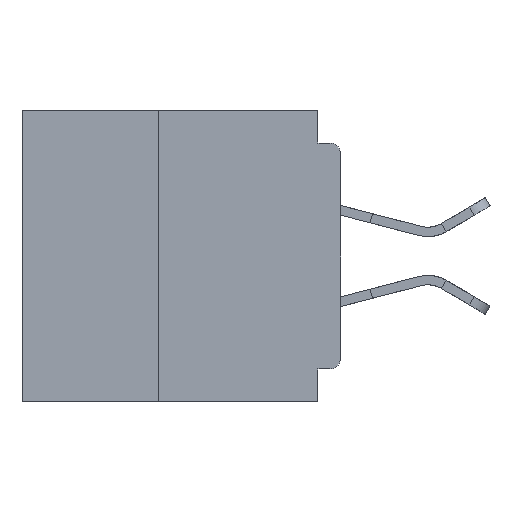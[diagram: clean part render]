
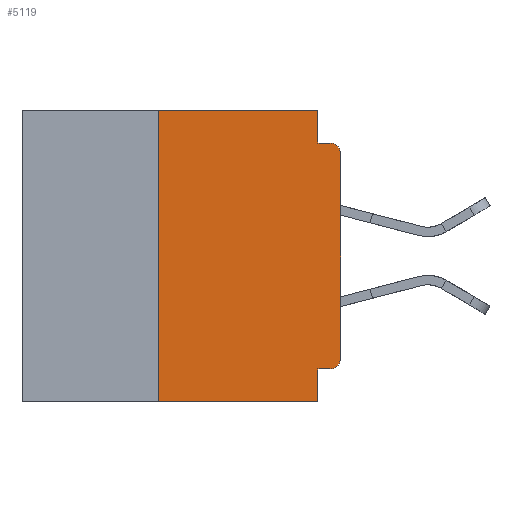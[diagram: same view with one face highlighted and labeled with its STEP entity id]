
A CAD part, left-side view. The second image highlights one B-rep face of the part: STEP entity #5119.
In plain terms, the highlighted planar face has unit normal (-1, 0, 0).
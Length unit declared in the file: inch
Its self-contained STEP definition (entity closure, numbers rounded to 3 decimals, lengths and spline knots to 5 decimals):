
#1234 = LINE ( 'NONE', #27667, #33754 ) ;
#2027 = VERTEX_POINT ( 'NONE', #17423 ) ;
#2131 = CARTESIAN_POINT ( 'NONE',  ( 0., 0.031, -0.355 ) ) ;
#2633 = ORIENTED_EDGE ( 'NONE', *, *, #15331, .F. ) ;
#2872 = DIRECTION ( 'NONE',  ( 0., 0., -1. ) ) ;
#3772 = EDGE_LOOP ( 'NONE', ( #36250, #10860, #37351, #2633, #7140, #7343, #17346, #29643, #34593, #10216 ) ) ;
#3802 = CARTESIAN_POINT ( 'NONE',  ( 0., 0., -0.34 ) ) ;
#3982 = VERTEX_POINT ( 'NONE', #33317 ) ;
#4157 = CARTESIAN_POINT ( 'NONE',  ( 0., 0.015, -0.045 ) ) ;
#4494 = CARTESIAN_POINT ( 'NONE',  ( 0., 0.25, -0.4 ) ) ;
#4622 = EDGE_CURVE ( 'NONE', #39176, #31238, #19020, .T. ) ;
#4839 = VECTOR ( 'NONE', #6842, 39.37008 ) ;
#4868 = LINE ( 'NONE', #24677, #38390 ) ;
#4884 = EDGE_CURVE ( 'NONE', #2027, #16012, #1234, .T. ) ;
#5119 = ADVANCED_FACE ( 'NONE', ( #36562 ), #16759, .F. ) ;
#6570 = DIRECTION ( 'NONE',  ( 0., -1., 0. ) ) ;
#6842 = DIRECTION ( 'NONE',  ( 0., -1., 0. ) ) ;
#7140 = ORIENTED_EDGE ( 'NONE', *, *, #41330, .F. ) ;
#7206 = CARTESIAN_POINT ( 'NONE',  ( 0., 0.015, -0.34 ) ) ;
#7343 = ORIENTED_EDGE ( 'NONE', *, *, #37284, .F. ) ;
#7464 = VECTOR ( 'NONE', #24579, 39.37008 ) ;
#7995 = EDGE_CURVE ( 'NONE', #36800, #3982, #18505, .T. ) ;
#8239 = CARTESIAN_POINT ( 'NONE',  ( 0., 0.25, -0.4 ) ) ;
#9723 = LINE ( 'NONE', #4494, #33593 ) ;
#9990 = CIRCLE ( 'NONE', #18703, 0.015 ) ;
#10216 = ORIENTED_EDGE ( 'NONE', *, *, #39689, .T. ) ;
#10441 = DIRECTION ( 'NONE',  ( 0., 0., -1. ) ) ;
#10860 = ORIENTED_EDGE ( 'NONE', *, *, #15504, .T. ) ;
#12234 = EDGE_CURVE ( 'NONE', #40528, #13737, #31648, .T. ) ;
#12475 = LINE ( 'NONE', #26281, #4839 ) ;
#13737 = VERTEX_POINT ( 'NONE', #4157 ) ;
#14301 = DIRECTION ( 'NONE',  ( 0., 0., 1. ) ) ;
#15302 = DIRECTION ( 'NONE',  ( 0., 0., -1. ) ) ;
#15331 = EDGE_CURVE ( 'NONE', #19575, #40528, #24703, .T. ) ;
#15367 = CARTESIAN_POINT ( 'NONE',  ( 0., 0.031, 0. ) ) ;
#15403 = CARTESIAN_POINT ( 'NONE',  ( 0., 0.031, -0.045 ) ) ;
#15494 = DIRECTION ( 'NONE',  ( 1., 0., 0. ) ) ;
#15504 = EDGE_CURVE ( 'NONE', #31238, #13737, #9990, .T. ) ;
#16012 = VERTEX_POINT ( 'NONE', #2131 ) ;
#16759 = PLANE ( 'NONE',  #27656 ) ;
#17308 = CARTESIAN_POINT ( 'NONE',  ( 0., 0.437, 0. ) ) ;
#17346 = ORIENTED_EDGE ( 'NONE', *, *, #7995, .T. ) ;
#17423 = CARTESIAN_POINT ( 'NONE',  ( 0., 0.015, -0.355 ) ) ;
#18505 = LINE ( 'NONE', #37305, #26144 ) ;
#18703 = AXIS2_PLACEMENT_3D ( 'NONE', #41723, #22338, #2872 ) ;
#19020 = LINE ( 'NONE', #38444, #35297 ) ;
#19575 = VERTEX_POINT ( 'NONE', #15367 ) ;
#20012 = CARTESIAN_POINT ( 'NONE',  ( 0., 0., -0.06 ) ) ;
#20039 = EDGE_CURVE ( 'NONE', #16012, #3982, #4868, .T. ) ;
#21121 = DIRECTION ( 'NONE',  ( 0., -1., 0. ) ) ;
#21346 = CARTESIAN_POINT ( 'NONE',  ( 0., 0.031, 0. ) ) ;
#22338 = DIRECTION ( 'NONE',  ( -1., 0., 0. ) ) ;
#22964 = VECTOR ( 'NONE', #6570, 39.37008 ) ;
#24579 = DIRECTION ( 'NONE',  ( 0., 0., -1. ) ) ;
#24677 = CARTESIAN_POINT ( 'NONE',  ( 0., 0.031, -0.4 ) ) ;
#24703 = LINE ( 'NONE', #21346, #7464 ) ;
#26144 = VECTOR ( 'NONE', #21121, 39.37008 ) ;
#26281 = CARTESIAN_POINT ( 'NONE',  ( 0., 0.437, 0. ) ) ;
#26617 = AXIS2_PLACEMENT_3D ( 'NONE', #7206, #29931, #10441 ) ;
#26784 = DIRECTION ( 'NONE',  ( 0., 1., 0. ) ) ;
#27656 = AXIS2_PLACEMENT_3D ( 'NONE', #17308, #15494, #15302 ) ;
#27667 = CARTESIAN_POINT ( 'NONE',  ( 0., 0., -0.355 ) ) ;
#27977 = DIRECTION ( 'NONE',  ( 0., 0., -1. ) ) ;
#29643 = ORIENTED_EDGE ( 'NONE', *, *, #20039, .F. ) ;
#29931 = DIRECTION ( 'NONE',  ( -1., 0., 0. ) ) ;
#30709 = VERTEX_POINT ( 'NONE', #40062 ) ;
#31238 = VERTEX_POINT ( 'NONE', #20012 ) ;
#31648 = LINE ( 'NONE', #38905, #22964 ) ;
#33317 = CARTESIAN_POINT ( 'NONE',  ( 0., 0.031, -0.4 ) ) ;
#33593 = VECTOR ( 'NONE', #14301, 39.37008 ) ;
#33754 = VECTOR ( 'NONE', #26784, 39.37008 ) ;
#34593 = ORIENTED_EDGE ( 'NONE', *, *, #4884, .F. ) ;
#35297 = VECTOR ( 'NONE', #37974, 39.37008 ) ;
#35912 = CIRCLE ( 'NONE', #26617, 0.015 ) ;
#36250 = ORIENTED_EDGE ( 'NONE', *, *, #4622, .T. ) ;
#36562 = FACE_OUTER_BOUND ( 'NONE', #3772, .T. ) ;
#36800 = VERTEX_POINT ( 'NONE', #8239 ) ;
#37284 = EDGE_CURVE ( 'NONE', #36800, #30709, #9723, .T. ) ;
#37305 = CARTESIAN_POINT ( 'NONE',  ( 0., 0.437, -0.4 ) ) ;
#37351 = ORIENTED_EDGE ( 'NONE', *, *, #12234, .F. ) ;
#37974 = DIRECTION ( 'NONE',  ( 0., 0., 1. ) ) ;
#38390 = VECTOR ( 'NONE', #27977, 39.37008 ) ;
#38444 = CARTESIAN_POINT ( 'NONE',  ( 0., 0., 0. ) ) ;
#38905 = CARTESIAN_POINT ( 'NONE',  ( 0., 0., -0.045 ) ) ;
#39176 = VERTEX_POINT ( 'NONE', #3802 ) ;
#39689 = EDGE_CURVE ( 'NONE', #2027, #39176, #35912, .T. ) ;
#40062 = CARTESIAN_POINT ( 'NONE',  ( 0., 0.25, 0. ) ) ;
#40528 = VERTEX_POINT ( 'NONE', #15403 ) ;
#41330 = EDGE_CURVE ( 'NONE', #30709, #19575, #12475, .T. ) ;
#41723 = CARTESIAN_POINT ( 'NONE',  ( 0., 0.015, -0.06 ) ) ;
